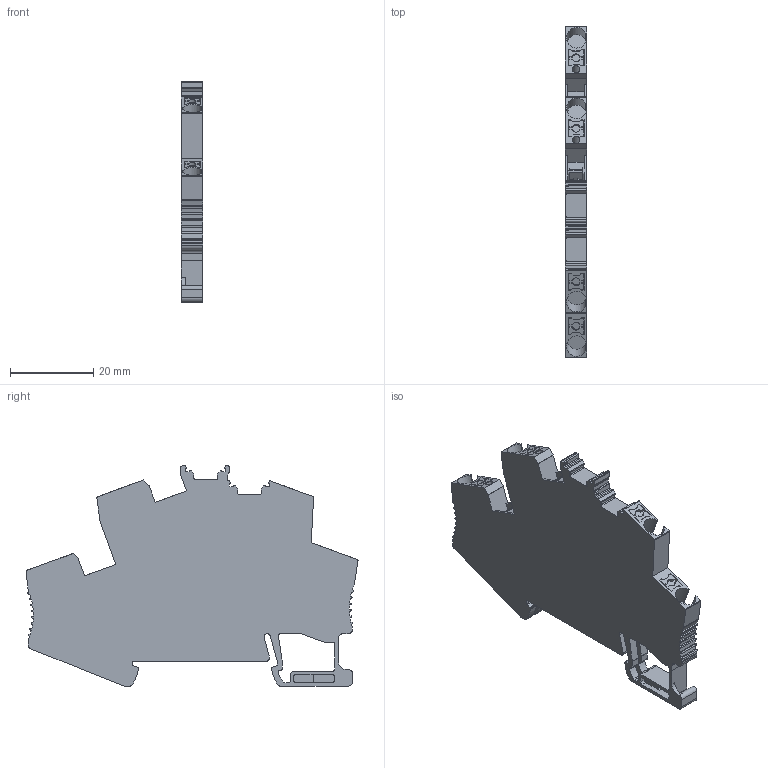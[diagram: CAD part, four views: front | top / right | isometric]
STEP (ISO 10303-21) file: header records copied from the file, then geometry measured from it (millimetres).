
FILE_DESCRIPTION( ('This file contains a STEP AP42 implementation' ,'as created by ZW3D STEP Interface translator.') ,'2;1' );
FILE_NAME( 'RPVTT2.5SｻPVTT2.5S-PVﾄ｣ﾐﾍ.stp' ,'231212. 942 4', (''), ('ZWCAD Software Co.'), 'Version 1.0', 'ZW3D to STEP translator', '' );
FILE_SCHEMA(('AUTOMOTIVE_DESIGN { 1 0 10303 214 1 1 1 1 }'));
Length unit declared in the file: millimetre
Products named in the file (2): 0; RPVTT2.5S-傖こ
Bounding box: 5.15 x 79.88 x 53 mm (x, y, z)
Volume: 13339.5 mm3; surface area: 8941.6 mm2
Topology: 1 solids, 1 shells, 620 faces, 1823 edges, 1215 vertices
Faces by surface type: plane 420, cylinder 200
Full cylindrical faces by diameter (mm): 1.8 x2
Entity records: 21281 total; most frequent: CARTESIAN_POINT 3709, ORIENTED_EDGE 3646, DIRECTION 3465, EDGE_CURVE 1823, VECTOR 1407, LINE 1407, VERTEX_POINT 1215, AXIS2_PLACEMENT_3D 1029
